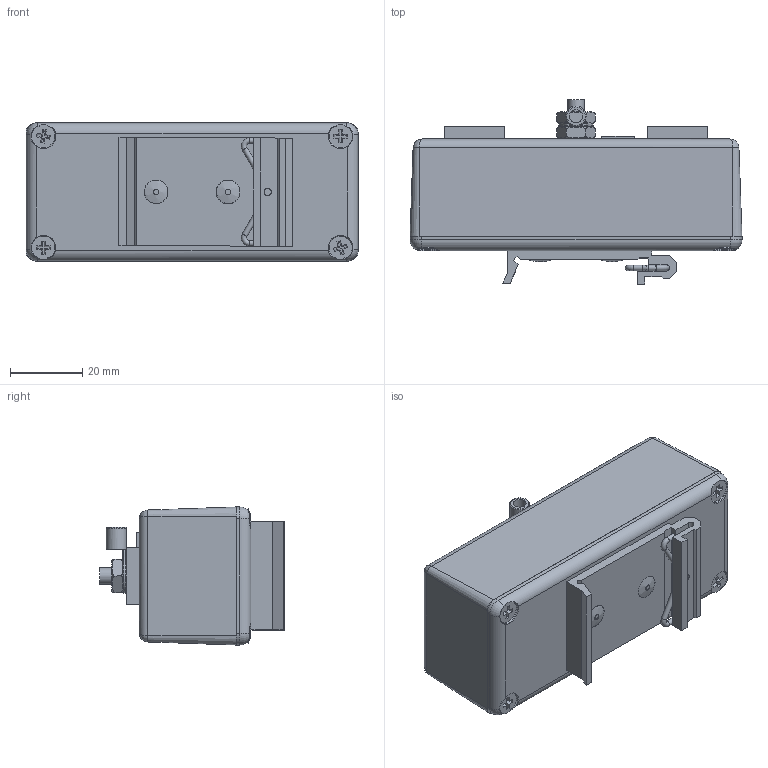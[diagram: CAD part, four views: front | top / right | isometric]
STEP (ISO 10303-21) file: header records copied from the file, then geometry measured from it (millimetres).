
FILE_DESCRIPTION (( 'STEP AP214' ), '1' );
FILE_NAME ('BTD-CAT6-P1.STEP', '2018-01-08T20:31:18', ( '' ), ( '' ), 'SwSTEP 2.0', 'SolidWorks 2014', '' );
FILE_SCHEMA (( 'AUTOMOTIVE_DESIGN' ));
Length unit declared in the file: inch
Products named in the file (12): BTD-CAT6 P1-MA4; BTD-CAT6 P1-MA2; 1AT02-015; BTD-CAT6-P1; 1-8_ PopR_Head; DIN-MNT30_demo; 1AJ09-118; DIN-MNT30-MA1; XFS-0039; BTD-CAT6 P1-MA3; XCT-0005; XFN-0003
Assembly tree (17 placements, depth 3):
  BTD-CAT6-P1
    1AT02-015
    BTD-CAT6 P1-MA2
    BTD-CAT6 P1-MA4  x2
    XFN-0003  x2
    XCT-0005
    BTD-CAT6 P1-MA3
    XFS-0039  x4
    DIN-MNT30_demo
      DIN-MNT30-MA1
      1AJ09-118
    1-8_ PopR_Head  x2
Bounding box: 92.2 x 51.21 x 38.35 mm (x, y, z)
Volume: 103513.9 mm3; surface area: 35782 mm2
Topology: 16 solids, 16 shells, 646 faces, 1493 edges, 902 vertices
Faces by surface type: plane 298, cone 259, cylinder 53, torus 27, bspline 6, sphere 3
Full cylindrical faces by diameter (mm): 1.5 x6, 1.524 x2, 1.651 x1, 2 x2, 3.378 x2, 3.5 x2, 3.607 x1, 3.708 x3, 4.699 x1, 5.004 x1, 5.639 x1, 6.223 x1, 10.16 x1
Entity records: 15958 total; most frequent: CARTESIAN_POINT 4575, DIRECTION 1689, ORIENTED_EDGE 1514, EDGE_CURVE 757, AXIS2_PLACEMENT_3D 611, VERTEX_POINT 531, EDGE_LOOP 502, VECTOR 467
